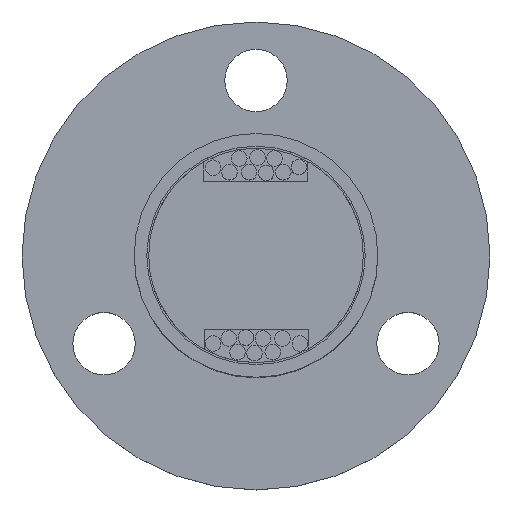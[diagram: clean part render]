
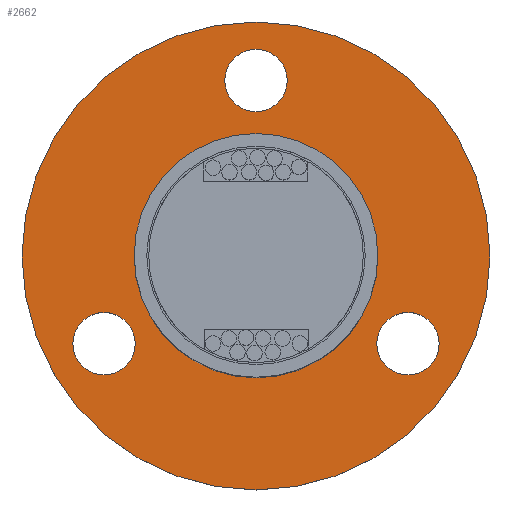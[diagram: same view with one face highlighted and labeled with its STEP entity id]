
A CAD part, top view. The second image highlights one B-rep face of the part: STEP entity #2662.
In plain terms, the highlighted planar face has unit normal (0, 0, 1).
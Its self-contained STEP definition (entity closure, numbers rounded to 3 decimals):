
#1 = EDGE_CURVE ( 'NONE', #3430, #2276, #2635, .T. ) ;
#55 = ORIENTED_EDGE ( 'NONE', *, *, #2352, .F. ) ;
#63 = DIRECTION ( 'NONE',  ( 0., 0., 1. ) ) ;
#73 = ORIENTED_EDGE ( 'NONE', *, *, #173, .T. ) ;
#173 = EDGE_CURVE ( 'NONE', #4027, #2814, #3414, .T. ) ;
#176 = VERTEX_POINT ( 'NONE', #3564 ) ;
#190 = CARTESIAN_POINT ( 'NONE',  ( 7.794, -4.5, 10.3 ) ) ;
#214 = EDGE_CURVE ( 'NONE', #2814, #4027, #2498, .T. ) ;
#217 = CARTESIAN_POINT ( 'NONE',  ( 6.194, -4.5, 10.3 ) ) ;
#355 = CARTESIAN_POINT ( 'NONE',  ( 0., 9., 10.3 ) ) ;
#431 = CARTESIAN_POINT ( 'NONE',  ( -1.6, 9., 10.3 ) ) ;
#441 = AXIS2_PLACEMENT_3D ( 'NONE', #626, #2893, #981 ) ;
#462 = DIRECTION ( 'NONE',  ( -1., 0., 0. ) ) ;
#470 = ORIENTED_EDGE ( 'NONE', *, *, #2504, .F. ) ;
#626 = CARTESIAN_POINT ( 'NONE',  ( -7.794, -4.5, 10.3 ) ) ;
#648 = ORIENTED_EDGE ( 'NONE', *, *, #1216, .F. ) ;
#703 = CARTESIAN_POINT ( 'NONE',  ( 1.6, 9., 10.3 ) ) ;
#723 = DIRECTION ( 'NONE',  ( -1., 0., 0. ) ) ;
#769 = ORIENTED_EDGE ( 'NONE', *, *, #1242, .F. ) ;
#795 = CIRCLE ( 'NONE', #1505, 1.6 ) ;
#838 = EDGE_CURVE ( 'NONE', #2276, #3430, #3823, .T. ) ;
#869 = CARTESIAN_POINT ( 'NONE',  ( 12., 0., 10.3 ) ) ;
#925 = AXIS2_PLACEMENT_3D ( 'NONE', #930, #3149, #1271 ) ;
#930 = CARTESIAN_POINT ( 'NONE',  ( 7.794, -4.5, 10.3 ) ) ;
#959 = ORIENTED_EDGE ( 'NONE', *, *, #990, .F. ) ;
#981 = DIRECTION ( 'NONE',  ( -1., 0., 0. ) ) ;
#990 = EDGE_CURVE ( 'NONE', #3842, #1059, #795, .T. ) ;
#1002 = DIRECTION ( 'NONE',  ( -1., 0., 0. ) ) ;
#1059 = VERTEX_POINT ( 'NONE', #217 ) ;
#1203 = DIRECTION ( 'NONE',  ( 0., 0., -1. ) ) ;
#1216 = EDGE_CURVE ( 'NONE', #2042, #176, #2166, .T. ) ;
#1242 = EDGE_CURVE ( 'NONE', #3164, #1542, #3417, .T. ) ;
#1271 = DIRECTION ( 'NONE',  ( -1., 0., 0. ) ) ;
#1272 = DIRECTION ( 'NONE',  ( -1., 0., 0. ) ) ;
#1329 = ORIENTED_EDGE ( 'NONE', *, *, #838, .F. ) ;
#1490 = ORIENTED_EDGE ( 'NONE', *, *, #2421, .F. ) ;
#1505 = AXIS2_PLACEMENT_3D ( 'NONE', #190, #63, #1272 ) ;
#1542 = VERTEX_POINT ( 'NONE', #431 ) ;
#1646 = CIRCLE ( 'NONE', #925, 1.6 ) ;
#1672 = ORIENTED_EDGE ( 'NONE', *, *, #214, .T. ) ;
#1777 = FACE_OUTER_BOUND ( 'NONE', #3527, .T. ) ;
#1808 = CARTESIAN_POINT ( 'NONE',  ( 0., 0., 10.3 ) ) ;
#1839 = AXIS2_PLACEMENT_3D ( 'NONE', #3020, #3004, #2937 ) ;
#1882 = FACE_BOUND ( 'NONE', #2759, .T. ) ;
#1887 = DIRECTION ( 'NONE',  ( -1., 0., 0. ) ) ;
#1906 = CIRCLE ( 'NONE', #441, 1.6 ) ;
#2042 = VERTEX_POINT ( 'NONE', #2974 ) ;
#2123 = DIRECTION ( 'NONE',  ( -1., 0., 0. ) ) ;
#2152 = AXIS2_PLACEMENT_3D ( 'NONE', #2621, #4143, #1002 ) ;
#2166 = CIRCLE ( 'NONE', #3816, 1.6 ) ;
#2221 = CARTESIAN_POINT ( 'NONE',  ( 6.25, 0., 10.3 ) ) ;
#2276 = VERTEX_POINT ( 'NONE', #869 ) ;
#2318 = DIRECTION ( 'NONE',  ( -1., 0., 0. ) ) ;
#2352 = EDGE_CURVE ( 'NONE', #1059, #3842, #1646, .T. ) ;
#2386 = DIRECTION ( 'NONE',  ( 0., 0., 1. ) ) ;
#2417 = AXIS2_PLACEMENT_3D ( 'NONE', #2770, #2426, #2123 ) ;
#2421 = EDGE_CURVE ( 'NONE', #176, #2042, #1906, .T. ) ;
#2426 = DIRECTION ( 'NONE',  ( 0., 0., -1. ) ) ;
#2445 = DIRECTION ( 'NONE',  ( 0., 0., -1. ) ) ;
#2498 = CIRCLE ( 'NONE', #2417, 6.25 ) ;
#2504 = EDGE_CURVE ( 'NONE', #1542, #3164, #3890, .T. ) ;
#2597 = FACE_BOUND ( 'NONE', #2649, .T. ) ;
#2621 = CARTESIAN_POINT ( 'NONE',  ( 0., 0., 10.3 ) ) ;
#2635 = CIRCLE ( 'NONE', #3641, 12. ) ;
#2649 = EDGE_LOOP ( 'NONE', ( #73, #1672 ) ) ;
#2662 = ADVANCED_FACE ( 'NONE', ( #3508, #3427, #1882, #2597, #1777 ), #3958, .F. ) ;
#2672 = DIRECTION ( 'NONE',  ( 0., 0., 1. ) ) ;
#2695 = CARTESIAN_POINT ( 'NONE',  ( -7.794, -4.5, 10.3 ) ) ;
#2759 = EDGE_LOOP ( 'NONE', ( #470, #769 ) ) ;
#2766 = CARTESIAN_POINT ( 'NONE',  ( -6.25, 0., 10.3 ) ) ;
#2770 = CARTESIAN_POINT ( 'NONE',  ( 0., 0., 10.3 ) ) ;
#2814 = VERTEX_POINT ( 'NONE', #2221 ) ;
#2821 = CARTESIAN_POINT ( 'NONE',  ( -12., 0., 10.3 ) ) ;
#2893 = DIRECTION ( 'NONE',  ( 0., 0., 1. ) ) ;
#2937 = DIRECTION ( 'NONE',  ( -1., 0., 0. ) ) ;
#2974 = CARTESIAN_POINT ( 'NONE',  ( -6.194, -4.5, 10.3 ) ) ;
#3004 = DIRECTION ( 'NONE',  ( 0., 0., -1. ) ) ;
#3020 = CARTESIAN_POINT ( 'NONE',  ( 0., 0., 10.3 ) ) ;
#3149 = DIRECTION ( 'NONE',  ( 0., 0., 1. ) ) ;
#3160 = AXIS2_PLACEMENT_3D ( 'NONE', #1808, #2445, #462 ) ;
#3164 = VERTEX_POINT ( 'NONE', #703 ) ;
#3201 = EDGE_LOOP ( 'NONE', ( #1490, #648 ) ) ;
#3414 = CIRCLE ( 'NONE', #2152, 6.25 ) ;
#3417 = CIRCLE ( 'NONE', #3729, 1.6 ) ;
#3427 = FACE_BOUND ( 'NONE', #3201, .T. ) ;
#3430 = VERTEX_POINT ( 'NONE', #2821 ) ;
#3508 = FACE_BOUND ( 'NONE', #4131, .T. ) ;
#3527 = EDGE_LOOP ( 'NONE', ( #3652, #1329 ) ) ;
#3551 = DIRECTION ( 'NONE',  ( -1., 0., 0. ) ) ;
#3564 = CARTESIAN_POINT ( 'NONE',  ( -9.394, -4.5, 10.3 ) ) ;
#3592 = DIRECTION ( 'NONE',  ( 0., 0., 1. ) ) ;
#3641 = AXIS2_PLACEMENT_3D ( 'NONE', #3799, #1203, #1887 ) ;
#3652 = ORIENTED_EDGE ( 'NONE', *, *, #1, .F. ) ;
#3653 = CARTESIAN_POINT ( 'NONE',  ( 0., 9., 10.3 ) ) ;
#3729 = AXIS2_PLACEMENT_3D ( 'NONE', #3653, #3592, #3551 ) ;
#3783 = AXIS2_PLACEMENT_3D ( 'NONE', #355, #2672, #723 ) ;
#3799 = CARTESIAN_POINT ( 'NONE',  ( 0., 0., 10.3 ) ) ;
#3816 = AXIS2_PLACEMENT_3D ( 'NONE', #2695, #2386, #2318 ) ;
#3823 = CIRCLE ( 'NONE', #1839, 12. ) ;
#3842 = VERTEX_POINT ( 'NONE', #4163 ) ;
#3890 = CIRCLE ( 'NONE', #3783, 1.6 ) ;
#3958 = PLANE ( 'NONE',  #3160 ) ;
#4027 = VERTEX_POINT ( 'NONE', #2766 ) ;
#4131 = EDGE_LOOP ( 'NONE', ( #55, #959 ) ) ;
#4143 = DIRECTION ( 'NONE',  ( 0., 0., -1. ) ) ;
#4163 = CARTESIAN_POINT ( 'NONE',  ( 9.394, -4.5, 10.3 ) ) ;
